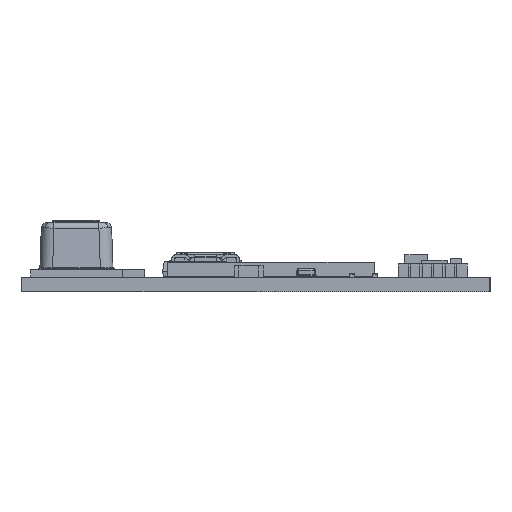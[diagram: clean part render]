
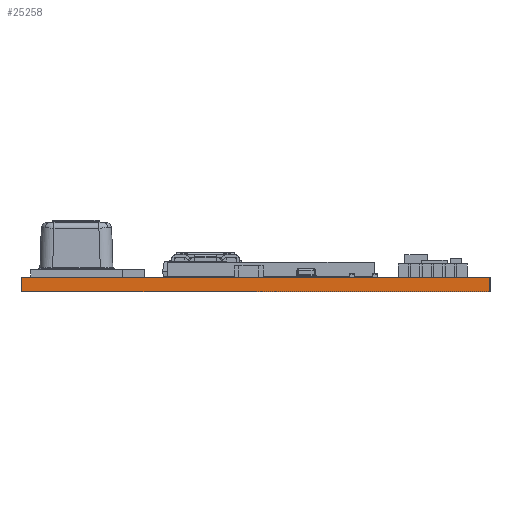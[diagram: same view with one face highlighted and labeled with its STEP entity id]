
A CAD part, left-side view. The second image highlights one B-rep face of the part: STEP entity #25258.
In plain terms, the highlighted planar face has unit normal (-1, 0, 0).
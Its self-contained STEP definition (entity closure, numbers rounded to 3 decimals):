
#3012=FACE_OUTER_BOUND('',#4549,.T.);
#4549=EDGE_LOOP('',(#20835,#20836,#20837,#20838));
#6995=LINE('',#40027,#9673);
#7003=LINE('',#40042,#9681);
#7004=LINE('',#40044,#9682);
#7005=LINE('',#40045,#9683);
#9673=VECTOR('',#32814,10.);
#9681=VECTOR('',#32826,10.);
#9682=VECTOR('',#32829,10.);
#9683=VECTOR('',#32830,10.);
#12169=VERTEX_POINT('',#40024);
#12170=VERTEX_POINT('',#40026);
#12174=VERTEX_POINT('',#40038);
#12175=VERTEX_POINT('',#40040);
#15298=EDGE_CURVE('',#12169,#12170,#6995,.T.);
#15306=EDGE_CURVE('',#12174,#12175,#7003,.T.);
#15307=EDGE_CURVE('',#12169,#12174,#7004,.T.);
#15308=EDGE_CURVE('',#12170,#12175,#7005,.T.);
#20835=ORIENTED_EDGE('',*,*,#15307,.T.);
#20836=ORIENTED_EDGE('',*,*,#15306,.T.);
#20837=ORIENTED_EDGE('',*,*,#15308,.F.);
#20838=ORIENTED_EDGE('',*,*,#15298,.F.);
#24076=PLANE('',#27372);
#25258=ADVANCED_FACE('',(#3012),#24076,.T.);
#27372=AXIS2_PLACEMENT_3D('',#40043,#32827,#32828);
#32814=DIRECTION('',(0.,0.,1.));
#32826=DIRECTION('',(0.,0.,1.));
#32827=DIRECTION('center_axis',(-1.,0.,0.));
#32828=DIRECTION('ref_axis',(0.,-1.,0.));
#32829=DIRECTION('',(0.,-1.,0.));
#32830=DIRECTION('',(0.,-1.,0.));
#40024=CARTESIAN_POINT('',(0.,51.74,0.));
#40026=CARTESIAN_POINT('',(0.,51.74,1.57));
#40027=CARTESIAN_POINT('',(0.,51.74,0.));
#40038=CARTESIAN_POINT('',(0.,0.,0.));
#40040=CARTESIAN_POINT('',(0.,0.,1.57));
#40042=CARTESIAN_POINT('',(0.,0.,0.));
#40043=CARTESIAN_POINT('Origin',(0.,51.74,0.));
#40044=CARTESIAN_POINT('',(0.,51.74,0.));
#40045=CARTESIAN_POINT('',(0.,51.74,1.57));
